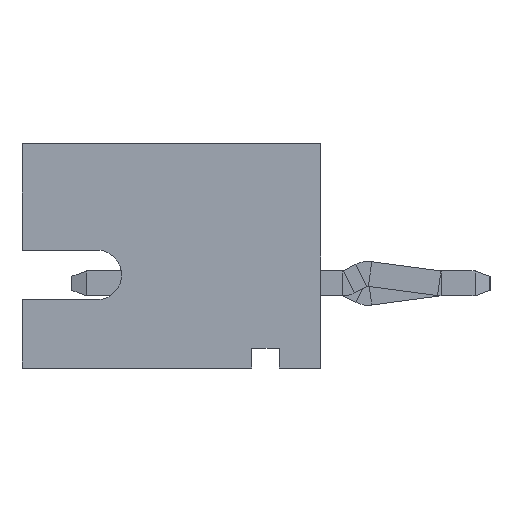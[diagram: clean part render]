
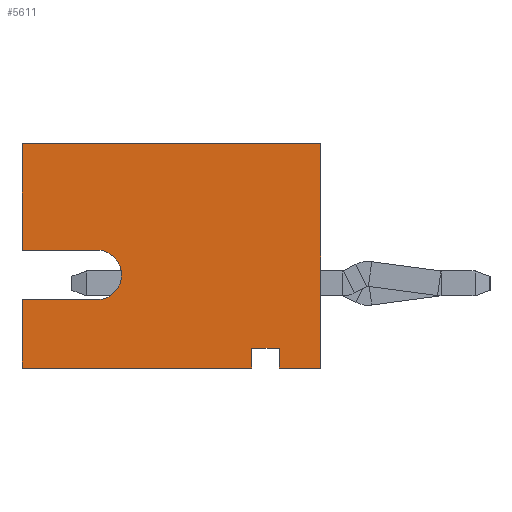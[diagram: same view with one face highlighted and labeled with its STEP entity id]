
A CAD part, left-side view. The second image highlights one B-rep face of the part: STEP entity #5611.
In plain terms, the highlighted face is planar.
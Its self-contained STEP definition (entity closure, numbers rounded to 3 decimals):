
#147 = CARTESIAN_POINT ( 'NONE',  ( 14.95, -2.17, 1.85 ) ) ;
#196 = LINE ( 'NONE', #8213, #4883 ) ;
#220 = CARTESIAN_POINT ( 'NONE',  ( 14.95, 1.5, 0.88 ) ) ;
#325 = ORIENTED_EDGE ( 'NONE', *, *, #10410, .T. ) ;
#340 = DIRECTION ( 'NONE',  ( 0., 0., -1. ) ) ;
#650 = CARTESIAN_POINT ( 'NONE',  ( 14.95, -3., -2.25 ) ) ;
#698 = CARTESIAN_POINT ( 'NONE',  ( 14.95, -3., 2.25 ) ) ;
#707 = CARTESIAN_POINT ( 'NONE',  ( 14.95, 3., 0.88 ) ) ;
#831 = LINE ( 'NONE', #838, #2563 ) ;
#838 = CARTESIAN_POINT ( 'NONE',  ( 14.95, -2.17, 1.85 ) ) ;
#1334 = CARTESIAN_POINT ( 'NONE',  ( 14.95, 3., 2.25 ) ) ;
#1384 = LINE ( 'NONE', #7528, #5152 ) ;
#1397 = FACE_OUTER_BOUND ( 'NONE', #10870, .T. ) ;
#1406 = ORIENTED_EDGE ( 'NONE', *, *, #10054, .T. ) ;
#1448 = ORIENTED_EDGE ( 'NONE', *, *, #10067, .T. ) ;
#1590 = VERTEX_POINT ( 'NONE', #3238 ) ;
#1631 = EDGE_CURVE ( 'NONE', #6594, #7172, #2196, .T. ) ;
#1735 = DIRECTION ( 'NONE',  ( 0., -1., 0. ) ) ;
#1737 = ORIENTED_EDGE ( 'NONE', *, *, #1631, .T. ) ;
#1854 = VERTEX_POINT ( 'NONE', #220 ) ;
#1992 = CARTESIAN_POINT ( 'NONE',  ( 14.95, 1.5, 0.38 ) ) ;
#2063 = PLANE ( 'NONE',  #10498 ) ;
#2196 = LINE ( 'NONE', #707, #8243 ) ;
#2278 = LINE ( 'NONE', #10466, #7132 ) ;
#2332 = ORIENTED_EDGE ( 'NONE', *, *, #6885, .T. ) ;
#2563 = VECTOR ( 'NONE', #10206, 1000. ) ;
#2674 = VERTEX_POINT ( 'NONE', #147 ) ;
#2675 = LINE ( 'NONE', #6194, #8746 ) ;
#2776 = LINE ( 'NONE', #6056, #7351 ) ;
#2914 = VERTEX_POINT ( 'NONE', #7458 ) ;
#3151 = ORIENTED_EDGE ( 'NONE', *, *, #8396, .T. ) ;
#3158 = EDGE_CURVE ( 'NONE', #8805, #5575, #1384, .T. ) ;
#3223 = DIRECTION ( 'NONE',  ( 0., 0., 1. ) ) ;
#3238 = CARTESIAN_POINT ( 'NONE',  ( 14.95, -3., 2.25 ) ) ;
#3942 = VERTEX_POINT ( 'NONE', #650 ) ;
#3966 = CARTESIAN_POINT ( 'NONE',  ( 14.95, 3., -2.25 ) ) ;
#3990 = EDGE_CURVE ( 'NONE', #2914, #10463, #5677, .T. ) ;
#4347 = DIRECTION ( 'NONE',  ( 0., -1., 0. ) ) ;
#4574 = LINE ( 'NONE', #5982, #5247 ) ;
#4608 = DIRECTION ( 'NONE',  ( 1., 0., 0. ) ) ;
#4883 = VECTOR ( 'NONE', #9960, 1000. ) ;
#5135 = DIRECTION ( 'NONE',  ( 0., 0., -1. ) ) ;
#5152 = VECTOR ( 'NONE', #3223, 1000. ) ;
#5247 = VECTOR ( 'NONE', #8502, 1000. ) ;
#5575 = VERTEX_POINT ( 'NONE', #10574 ) ;
#5611 = ADVANCED_FACE ( 'NONE', ( #1397 ), #2063, .T. ) ;
#5677 = LINE ( 'NONE', #8381, #6763 ) ;
#5802 = DIRECTION ( 'NONE',  ( 0., 0., -1. ) ) ;
#5982 = CARTESIAN_POINT ( 'NONE',  ( 14.95, 1.5, -0.12 ) ) ;
#6056 = CARTESIAN_POINT ( 'NONE',  ( 14.95, -1.61, 1.85 ) ) ;
#6194 = CARTESIAN_POINT ( 'NONE',  ( 14.95, 3., 0.88 ) ) ;
#6305 = DIRECTION ( 'NONE',  ( 0., 1., 0. ) ) ;
#6337 = LINE ( 'NONE', #698, #7013 ) ;
#6438 = EDGE_CURVE ( 'NONE', #10463, #2674, #2776, .T. ) ;
#6594 = VERTEX_POINT ( 'NONE', #8184 ) ;
#6763 = VECTOR ( 'NONE', #9296, 1000. ) ;
#6834 = VERTEX_POINT ( 'NONE', #9560 ) ;
#6885 = EDGE_CURVE ( 'NONE', #10579, #1854, #8162, .T. ) ;
#6939 = DIRECTION ( 'NONE',  ( 0., 0., 1. ) ) ;
#7013 = VECTOR ( 'NONE', #5802, 1000. ) ;
#7132 = VECTOR ( 'NONE', #1735, 1000. ) ;
#7172 = VERTEX_POINT ( 'NONE', #10778 ) ;
#7214 = ORIENTED_EDGE ( 'NONE', *, *, #10205, .T. ) ;
#7351 = VECTOR ( 'NONE', #4347, 1000. ) ;
#7356 = CARTESIAN_POINT ( 'NONE',  ( 14.95, -1.61, 1.85 ) ) ;
#7458 = CARTESIAN_POINT ( 'NONE',  ( 14.95, -1.61, 2.25 ) ) ;
#7528 = CARTESIAN_POINT ( 'NONE',  ( 14.95, 3., -2.25 ) ) ;
#7795 = ORIENTED_EDGE ( 'NONE', *, *, #3990, .T. ) ;
#7842 = CARTESIAN_POINT ( 'NONE',  ( 14.95, 1.5, 0.38 ) ) ;
#7967 = AXIS2_PLACEMENT_3D ( 'NONE', #7842, #10301, #5135 ) ;
#7985 = ORIENTED_EDGE ( 'NONE', *, *, #3158, .T. ) ;
#8162 = CIRCLE ( 'NONE', #7967, 0.5 ) ;
#8184 = CARTESIAN_POINT ( 'NONE',  ( 14.95, 3., 0.88 ) ) ;
#8213 = CARTESIAN_POINT ( 'NONE',  ( 14.95, -3., -2.25 ) ) ;
#8243 = VECTOR ( 'NONE', #6939, 1000. ) ;
#8381 = CARTESIAN_POINT ( 'NONE',  ( 14.95, -1.61, 2.25 ) ) ;
#8396 = EDGE_CURVE ( 'NONE', #3942, #8805, #196, .T. ) ;
#8502 = DIRECTION ( 'NONE',  ( 0., -1., 0. ) ) ;
#8746 = VECTOR ( 'NONE', #6305, 1000. ) ;
#8782 = LINE ( 'NONE', #1334, #9710 ) ;
#8805 = VERTEX_POINT ( 'NONE', #3966 ) ;
#8939 = ORIENTED_EDGE ( 'NONE', *, *, #6438, .T. ) ;
#9037 = DIRECTION ( 'NONE',  ( 0., -1., 0. ) ) ;
#9246 = CARTESIAN_POINT ( 'NONE',  ( 14.95, 1.5, -0.12 ) ) ;
#9296 = DIRECTION ( 'NONE',  ( 0., 0., -1. ) ) ;
#9540 = EDGE_CURVE ( 'NONE', #1590, #3942, #6337, .T. ) ;
#9560 = CARTESIAN_POINT ( 'NONE',  ( 14.95, -2.17, 2.25 ) ) ;
#9710 = VECTOR ( 'NONE', #9037, 1000. ) ;
#9838 = ORIENTED_EDGE ( 'NONE', *, *, #11162, .T. ) ;
#9960 = DIRECTION ( 'NONE',  ( 0., 1., 0. ) ) ;
#10054 = EDGE_CURVE ( 'NONE', #2674, #6834, #831, .T. ) ;
#10067 = EDGE_CURVE ( 'NONE', #5575, #10579, #4574, .T. ) ;
#10205 = EDGE_CURVE ( 'NONE', #6834, #1590, #2278, .T. ) ;
#10206 = DIRECTION ( 'NONE',  ( 0., 0., 1. ) ) ;
#10301 = DIRECTION ( 'NONE',  ( -1., 0., 0. ) ) ;
#10410 = EDGE_CURVE ( 'NONE', #1854, #6594, #2675, .T. ) ;
#10463 = VERTEX_POINT ( 'NONE', #7356 ) ;
#10466 = CARTESIAN_POINT ( 'NONE',  ( 14.95, -2.17, 2.25 ) ) ;
#10498 = AXIS2_PLACEMENT_3D ( 'NONE', #1992, #4608, #340 ) ;
#10574 = CARTESIAN_POINT ( 'NONE',  ( 14.95, 3., -0.12 ) ) ;
#10579 = VERTEX_POINT ( 'NONE', #9246 ) ;
#10778 = CARTESIAN_POINT ( 'NONE',  ( 14.95, 3., 2.25 ) ) ;
#10835 = ORIENTED_EDGE ( 'NONE', *, *, #9540, .T. ) ;
#10870 = EDGE_LOOP ( 'NONE', ( #3151, #7985, #1448, #2332, #325, #1737, #9838, #7795, #8939, #1406, #7214, #10835 ) ) ;
#11162 = EDGE_CURVE ( 'NONE', #7172, #2914, #8782, .T. ) ;
